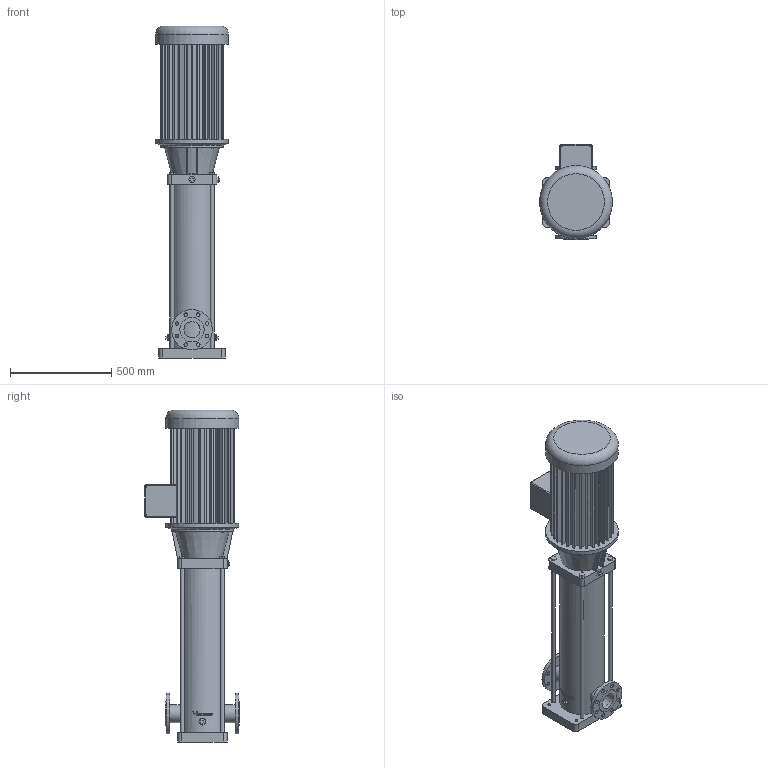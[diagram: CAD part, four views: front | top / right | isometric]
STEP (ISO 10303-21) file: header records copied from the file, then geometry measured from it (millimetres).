
FILE_DESCRIPTION(('STEP AP203'), '1');
FILE_NAME('曶笴 岈45-60(-2)', '', ('UNSPECIFIED'), ('UNSPECIFIED'), 'C3D Converter', 'C3D Toolkit', '');
FILE_SCHEMA(('CONFIG_CONTROL_DESIGN'));
Length unit declared in the file: millimetre
Bounding box: 360 x 467.5 x 1641 mm (x, y, z)
Volume: 91002290.4 mm3; surface area: 2788142.2 mm2
Topology: 1 solids, 1 shells, 525 faces, 1476 edges, 1001 vertices
Faces by surface type: plane 362, cylinder 150, bspline 6, cone 5, torus 2
Full cylindrical faces by diameter (mm): 14 x4, 18 x20, 32 x2, 80 x2, 88 x2, 120 x2, 200 x2, 220 x1, 310 x1, 360 x2
Entity records: 23502 total; most frequent: CARTESIAN_POINT 6070, ORIENTED_EDGE 2708, DIRECTION 2622, EDGE_CURVE 1354, VERTEX_POINT 917, LINE 878, VECTOR 878, AXIS2_PLACEMENT_3D 872
